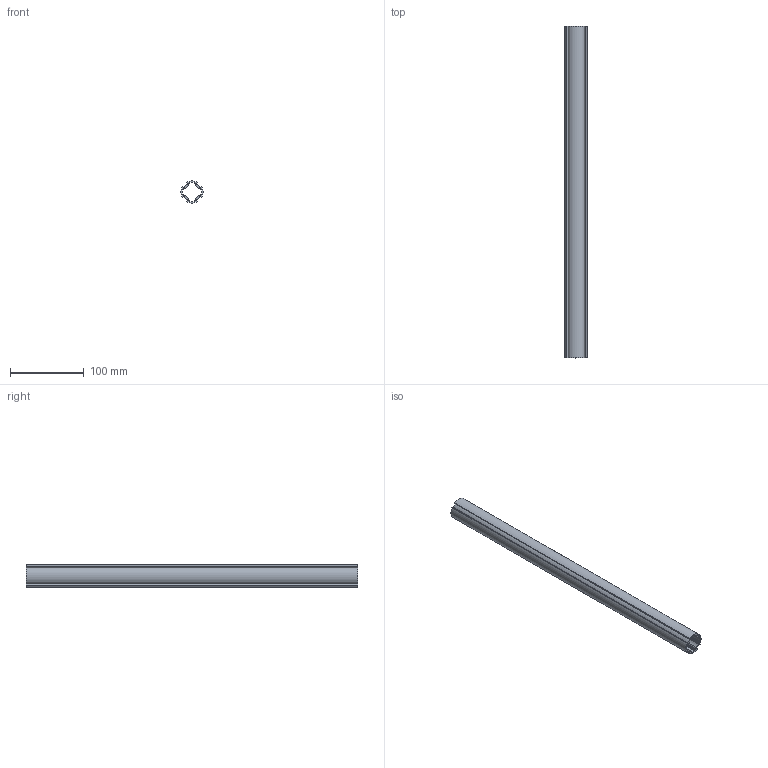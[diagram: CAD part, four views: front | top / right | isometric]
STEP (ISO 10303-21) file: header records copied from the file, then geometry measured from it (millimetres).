
FILE_DESCRIPTION(/* description */ (''),/* implementation_level */ '2;1');
FILE_NAME(/* name */ '1c64c09a-7c3e-4380-96fa-42424dd2672d.stp',/* time_stamp */ '2019-04-16T02:14:04+00:00',/* author */ (''),/* organization */ (''),/* preprocessor_version */ 'ST-DEVELOPER v18',/* originating_system */ 'Autodesk Translation Framework v8.2.0.1029',/* authorisation */ '');
FILE_SCHEMA (('AUTOMOTIVE_DESIGN { 1 0 10303 214 3 1 1 }'));
Length unit declared in the file: millimetre
Products named in the file (1): 450mm tube
Bounding box: 29.91 x 450 x 29.91 mm (x, y, z)
Volume: 89437.6 mm3; surface area: 89726.7 mm2
Topology: 1 solids, 1 shells, 98 faces, 288 edges, 192 vertices
Faces by surface type: cylinder 72, plane 26
Entity records: 3362 total; most frequent: DIRECTION 630, CARTESIAN_POINT 579, ORIENTED_EDGE 576, EDGE_CURVE 288, AXIS2_PLACEMENT_3D 243, VERTEX_POINT 192, LINE 144, VECTOR 144
